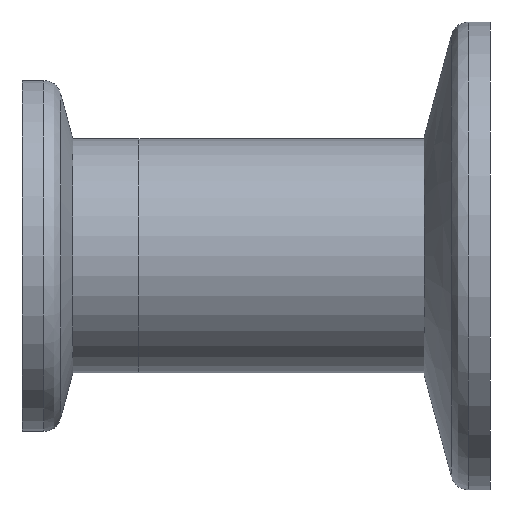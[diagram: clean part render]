
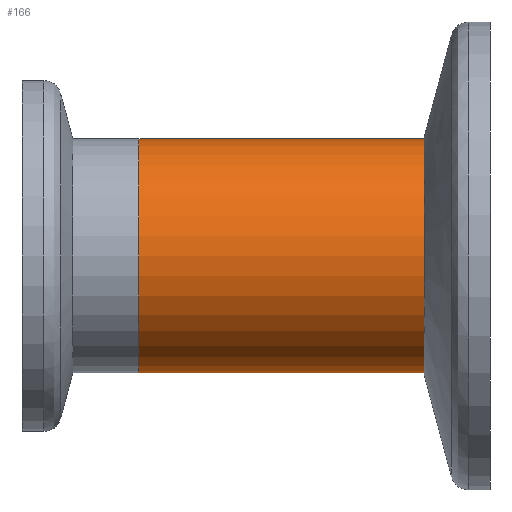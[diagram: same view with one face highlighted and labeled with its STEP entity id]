
A CAD part, front view. The second image highlights one B-rep face of the part: STEP entity #166.
In plain terms, the highlighted cylindrical face has radius 10 mm (diameter 20 mm), a partial arc.
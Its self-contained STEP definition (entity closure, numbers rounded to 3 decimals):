
#166=ADVANCED_FACE('',(#361),#360,.T.);
#360=CYLINDRICAL_SURFACE('',#700,10.);
#361=FACE_OUTER_BOUND('',#701,.T.);
#697=CARTESIAN_POINT('',(0.,0.,0.));
#698=DIRECTION('',(1.,0.,0.));
#699=DIRECTION('',(0.,0.,1.));
#700=AXIS2_PLACEMENT_3D('',#697,#698,#699);
#701=EDGE_LOOP('',(#917,#918,#919,#920));
#917=ORIENTED_EDGE('',*,*,#1023,.T.);
#918=ORIENTED_EDGE('',*,*,#1031,.F.);
#919=ORIENTED_EDGE('',*,*,#1028,.F.);
#920=ORIENTED_EDGE('',*,*,#1032,.T.);
#1023=EDGE_CURVE('',#1263,#1264,#1265,.T.);
#1028=EDGE_CURVE('',#1292,#1291,#1299,.T.);
#1031=EDGE_CURVE('',#1291,#1264,#1319,.T.);
#1032=EDGE_CURVE('',#1292,#1263,#1325,.T.);
#1263=VERTEX_POINT('',#1657);
#1264=VERTEX_POINT('',#1658);
#1265=CIRCLE('',#1662,10.);
#1291=VERTEX_POINT('',#1677);
#1292=VERTEX_POINT('',#1678);
#1299=CIRCLE('',#1686,10.);
#1319=(BOUNDED_CURVE() B_SPLINE_CURVE(1,(#1697,#1698),.UNSPECIFIED.,.F.,.F.) B_SPLINE_CURVE_WITH_KNOTS((2,2),(0.083,0.917),.UNSPECIFIED.) CURVE() GEOMETRIC_REPRESENTATION_ITEM() RATIONAL_B_SPLINE_CURVE((1.,1.)) REPRESENTATION_ITEM('') );
#1325=(BOUNDED_CURVE() B_SPLINE_CURVE(1,(#1699,#1700),.UNSPECIFIED.,.F.,.F.) B_SPLINE_CURVE_WITH_KNOTS((2,2),(0.083,0.917),.UNSPECIFIED.) CURVE() GEOMETRIC_REPRESENTATION_ITEM() RATIONAL_B_SPLINE_CURVE((0.75,0.75)) REPRESENTATION_ITEM('') );
#1657=CARTESIAN_POINT('',(-3.5,0.,-10.));
#1658=CARTESIAN_POINT('',(-3.5,0.,10.));
#1659=CARTESIAN_POINT('',(-3.5,0.,0.));
#1660=DIRECTION('',(-1.,0.,0.));
#1661=DIRECTION('',(0.,0.,1.));
#1662=AXIS2_PLACEMENT_3D('',#1659,#1660,#1661);
#1677=CARTESIAN_POINT('',(-30.,0.,10.));
#1678=CARTESIAN_POINT('',(-30.,0.,-10.));
#1683=CARTESIAN_POINT('',(-30.,0.,0.));
#1684=DIRECTION('',(-1.,0.,0.));
#1685=DIRECTION('',(0.,0.,1.));
#1686=AXIS2_PLACEMENT_3D('',#1683,#1684,#1685);
#1697=CARTESIAN_POINT('',(-30.,0.,10.));
#1698=CARTESIAN_POINT('',(-3.5,0.,10.));
#1699=CARTESIAN_POINT('',(-30.,0.,-10.));
#1700=CARTESIAN_POINT('',(-3.5,0.,-10.));
